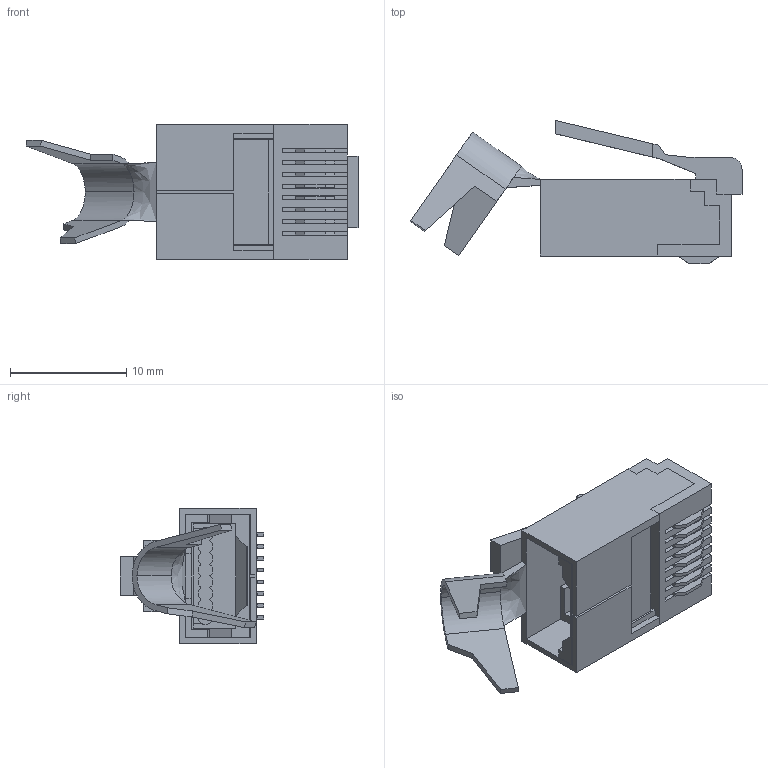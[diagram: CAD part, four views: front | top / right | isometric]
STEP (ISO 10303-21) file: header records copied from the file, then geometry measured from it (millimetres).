
FILE_DESCRIPTION (( 'STEP AP203' ), '1' );
FILE_NAME ('TDS8PC5.STEP', '2006-06-23T20:25:00', ( 'lcom' ), ( 'lcom' ), 'SwSTEP 2.0', 'SolidWorks 2006004', '' );
FILE_SCHEMA (( 'CONFIG_CONTROL_DESIGN' ));
Length unit declared in the file: inch
Products named in the file (5): TDS8PC5-MA1; TDS8PC5-MA2; TDS8PC5; TDS8PC5-MA3; TDS8PC5-MA4
Assembly tree (11 placements, depth 2):
  TDS8PC5
    TDS8PC5-MA3  x8
    TDS8PC5-MA4
    TDS8PC5-MA1
    TDS8PC5-MA2
Bounding box: 28.59 x 12.32 x 11.68 mm (x, y, z)
Volume: 897.3 mm3; surface area: 2884 mm2
Topology: 11 solids, 11 shells, 419 faces, 1166 edges, 772 vertices
Faces by surface type: plane 370, cylinder 28, bspline 21
Entity records: 11157 total; most frequent: CARTESIAN_POINT 3260, ORIENTED_EDGE 1576, DIRECTION 1346, EDGE_CURVE 788, VECTOR 706, LINE 706, VERTEX_POINT 520, AXIS2_PLACEMENT_3D 320
